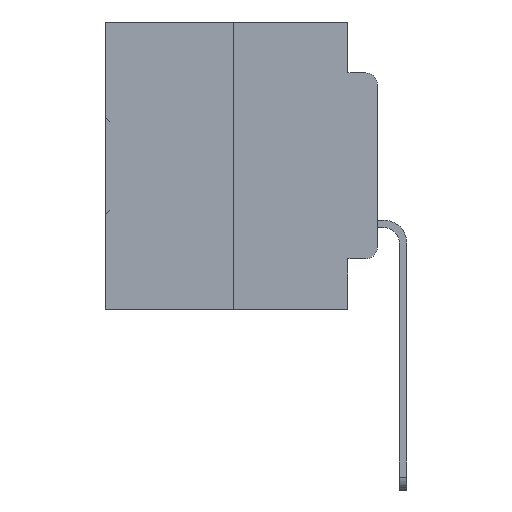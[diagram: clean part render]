
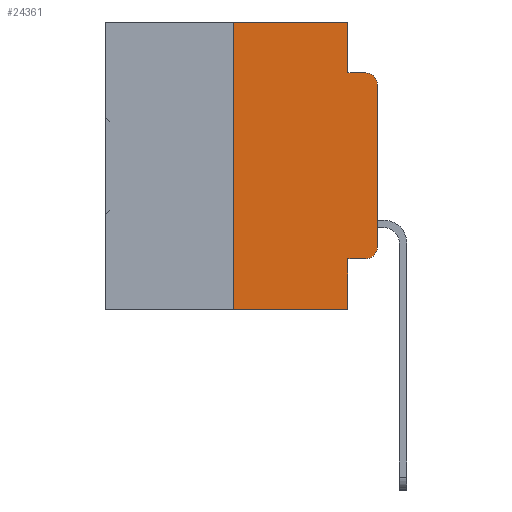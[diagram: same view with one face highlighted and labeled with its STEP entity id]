
A CAD part, left-side view. The second image highlights one B-rep face of the part: STEP entity #24361.
In plain terms, the highlighted planar face has unit normal (-1, 0, 0).
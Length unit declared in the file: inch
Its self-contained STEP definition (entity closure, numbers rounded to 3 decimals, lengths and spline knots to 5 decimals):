
#283 = VERTEX_POINT ( 'NONE', #19237 ) ;
#1119 = ORIENTED_EDGE ( 'NONE', *, *, #34971, .F. ) ;
#1199 = VERTEX_POINT ( 'NONE', #33742 ) ;
#2500 = EDGE_CURVE ( 'NONE', #17114, #3019, #24946, .T. ) ;
#3019 = VERTEX_POINT ( 'NONE', #21626 ) ;
#4663 = VERTEX_POINT ( 'NONE', #15305 ) ;
#4713 = VECTOR ( 'NONE', #32088, 39.37008 ) ;
#4862 = CARTESIAN_POINT ( 'NONE',  ( 0., 0.25, 0. ) ) ;
#5079 = VECTOR ( 'NONE', #8073, 39.37008 ) ;
#5470 = CARTESIAN_POINT ( 'NONE',  ( 0., 0.051, -0.4115 ) ) ;
#5547 = DIRECTION ( 'NONE',  ( -1., 0., 0. ) ) ;
#5613 = AXIS2_PLACEMENT_3D ( 'NONE', #15996, #24200, #7898 ) ;
#5673 = VECTOR ( 'NONE', #25742, 39.37008 ) ;
#5712 = CARTESIAN_POINT ( 'NONE',  ( 0., 0.02, -0.3915 ) ) ;
#6339 = DIRECTION ( 'NONE',  ( 0., 0., -1. ) ) ;
#6864 = CARTESIAN_POINT ( 'NONE',  ( 0., 0., 0. ) ) ;
#7898 = DIRECTION ( 'NONE',  ( 0., 0., -1. ) ) ;
#8073 = DIRECTION ( 'NONE',  ( 0., 0., -1. ) ) ;
#8105 = LINE ( 'NONE', #23353, #28885 ) ;
#8359 = VERTEX_POINT ( 'NONE', #4862 ) ;
#8456 = DIRECTION ( 'NONE',  ( 0., 0., -1. ) ) ;
#9088 = VECTOR ( 'NONE', #6339, 39.37008 ) ;
#9277 = VERTEX_POINT ( 'NONE', #5470 ) ;
#9350 = CARTESIAN_POINT ( 'NONE',  ( 0., 0.02, -0.4115 ) ) ;
#10516 = ORIENTED_EDGE ( 'NONE', *, *, #2500, .T. ) ;
#10701 = CARTESIAN_POINT ( 'NONE',  ( 0., 0.051, 0. ) ) ;
#11812 = VECTOR ( 'NONE', #17549, 39.37008 ) ;
#12240 = ORIENTED_EDGE ( 'NONE', *, *, #28681, .T. ) ;
#12360 = LINE ( 'NONE', #10701, #5079 ) ;
#12671 = CARTESIAN_POINT ( 'NONE',  ( 0., 0.051, -0.4115 ) ) ;
#12677 = VERTEX_POINT ( 'NONE', #9350 ) ;
#12888 = CARTESIAN_POINT ( 'NONE',  ( 0., 0.051, -0.0885 ) ) ;
#12939 = LINE ( 'NONE', #33665, #5673 ) ;
#13084 = FACE_OUTER_BOUND ( 'NONE', #14908, .T. ) ;
#13501 = VERTEX_POINT ( 'NONE', #12888 ) ;
#14187 = EDGE_CURVE ( 'NONE', #1199, #13501, #12360, .T. ) ;
#14389 = ORIENTED_EDGE ( 'NONE', *, *, #25757, .F. ) ;
#14832 = CARTESIAN_POINT ( 'NONE',  ( 0., 0.473, 0. ) ) ;
#14908 = EDGE_LOOP ( 'NONE', ( #10516, #12240, #21193, #22047, #1119, #31657, #19892, #14389, #19483, #22078 ) ) ;
#14983 = VERTEX_POINT ( 'NONE', #16995 ) ;
#15305 = CARTESIAN_POINT ( 'NONE',  ( 0., 0.051, -0.5 ) ) ;
#15803 = CARTESIAN_POINT ( 'NONE',  ( 0., 0., -0.3915 ) ) ;
#15996 = CARTESIAN_POINT ( 'NONE',  ( 0., 0.473, 0. ) ) ;
#16197 = AXIS2_PLACEMENT_3D ( 'NONE', #21897, #5547, #24594 ) ;
#16666 = EDGE_CURVE ( 'NONE', #12677, #17114, #21977, .T. ) ;
#16995 = CARTESIAN_POINT ( 'NONE',  ( 0., 0.02, -0.0885 ) ) ;
#17114 = VERTEX_POINT ( 'NONE', #15803 ) ;
#17549 = DIRECTION ( 'NONE',  ( 0., -1., 0. ) ) ;
#17690 = VECTOR ( 'NONE', #20538, 39.37008 ) ;
#17864 = DIRECTION ( 'NONE',  ( 0., -1., 0. ) ) ;
#18463 = EDGE_CURVE ( 'NONE', #9277, #12677, #34007, .T. ) ;
#19237 = CARTESIAN_POINT ( 'NONE',  ( 0., 0.25, -0.5 ) ) ;
#19483 = ORIENTED_EDGE ( 'NONE', *, *, #18463, .T. ) ;
#19721 = VECTOR ( 'NONE', #17864, 39.37008 ) ;
#19892 = ORIENTED_EDGE ( 'NONE', *, *, #20584, .T. ) ;
#20538 = DIRECTION ( 'NONE',  ( 0., 0., 1. ) ) ;
#20584 = EDGE_CURVE ( 'NONE', #283, #4663, #12939, .T. ) ;
#21193 = ORIENTED_EDGE ( 'NONE', *, *, #21493, .F. ) ;
#21493 = EDGE_CURVE ( 'NONE', #13501, #14983, #34346, .T. ) ;
#21495 = PLANE ( 'NONE',  #5613 ) ;
#21626 = CARTESIAN_POINT ( 'NONE',  ( 0., 0., -0.1085 ) ) ;
#21897 = CARTESIAN_POINT ( 'NONE',  ( 0., 0.02, -0.1085 ) ) ;
#21977 = CIRCLE ( 'NONE', #28325, 0.02 ) ;
#22047 = ORIENTED_EDGE ( 'NONE', *, *, #14187, .F. ) ;
#22078 = ORIENTED_EDGE ( 'NONE', *, *, #16666, .T. ) ;
#23353 = CARTESIAN_POINT ( 'NONE',  ( 0., 0.25, 0. ) ) ;
#23594 = LINE ( 'NONE', #33509, #9088 ) ;
#24200 = DIRECTION ( 'NONE',  ( 1., 0., 0. ) ) ;
#24361 = ADVANCED_FACE ( 'NONE', ( #13084 ), #21495, .F. ) ;
#24594 = DIRECTION ( 'NONE',  ( 0., 0., -1. ) ) ;
#24747 = DIRECTION ( 'NONE',  ( -1., 0., 0. ) ) ;
#24946 = LINE ( 'NONE', #6864, #17690 ) ;
#25742 = DIRECTION ( 'NONE',  ( 0., -1., 0. ) ) ;
#25757 = EDGE_CURVE ( 'NONE', #9277, #4663, #23594, .T. ) ;
#26228 = LINE ( 'NONE', #14832, #11812 ) ;
#27559 = EDGE_CURVE ( 'NONE', #283, #8359, #8105, .T. ) ;
#28325 = AXIS2_PLACEMENT_3D ( 'NONE', #5712, #24747, #8456 ) ;
#28681 = EDGE_CURVE ( 'NONE', #3019, #14983, #33427, .T. ) ;
#28885 = VECTOR ( 'NONE', #31402, 39.37008 ) ;
#31402 = DIRECTION ( 'NONE',  ( 0., 0., 1. ) ) ;
#31657 = ORIENTED_EDGE ( 'NONE', *, *, #27559, .F. ) ;
#32088 = DIRECTION ( 'NONE',  ( 0., -1., 0. ) ) ;
#33427 = CIRCLE ( 'NONE', #16197, 0.02 ) ;
#33509 = CARTESIAN_POINT ( 'NONE',  ( 0., 0.051, 0. ) ) ;
#33665 = CARTESIAN_POINT ( 'NONE',  ( 0., 0.473, -0.5 ) ) ;
#33742 = CARTESIAN_POINT ( 'NONE',  ( 0., 0.051, 0. ) ) ;
#34007 = LINE ( 'NONE', #12671, #19721 ) ;
#34346 = LINE ( 'NONE', #34749, #4713 ) ;
#34749 = CARTESIAN_POINT ( 'NONE',  ( 0., 0.051, -0.0885 ) ) ;
#34971 = EDGE_CURVE ( 'NONE', #8359, #1199, #26228, .T. ) ;
